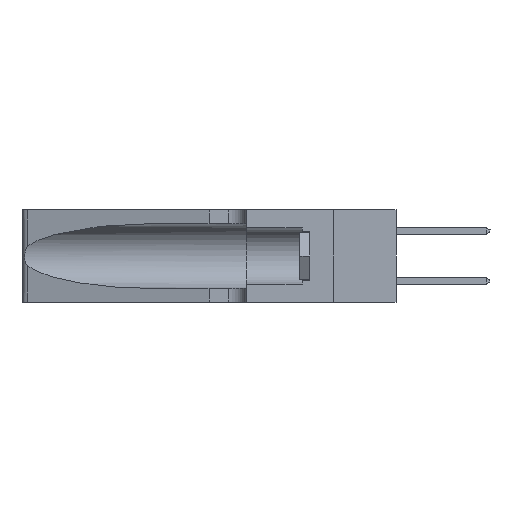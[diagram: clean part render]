
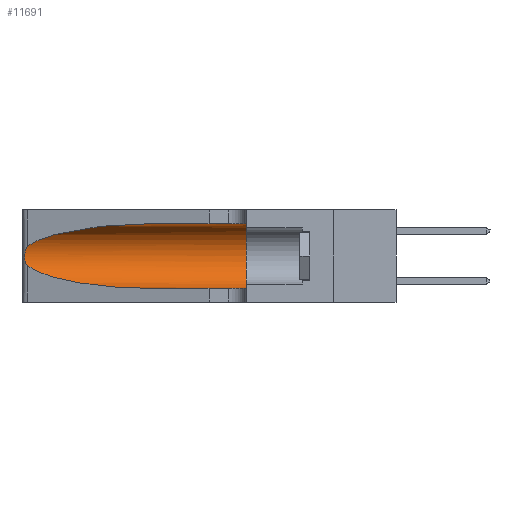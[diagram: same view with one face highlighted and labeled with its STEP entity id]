
A CAD part, left-side view. The second image highlights one B-rep face of the part: STEP entity #11691.
In plain terms, the highlighted cylindrical face has radius 3.308 mm (diameter 6.617 mm), a partial arc.
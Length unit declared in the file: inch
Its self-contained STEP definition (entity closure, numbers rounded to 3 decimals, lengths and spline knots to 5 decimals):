
#708 = AXIS2_PLACEMENT_3D ( 'NONE', #24285, #12203, #22267 ) ;
#1871 = AXIS2_PLACEMENT_3D ( 'NONE', #11602, #25703, #13670 ) ;
#2746 = EDGE_CURVE ( 'NONE', #4053, #8069, #11655, .T. ) ;
#3227 = CARTESIAN_POINT ( 'NONE',  ( 0.1305, 0.35, 0.31525 ) ) ;
#3322 = CARTESIAN_POINT ( 'NONE',  ( 0.25487, 1.22718, 0.14631 ) ) ;
#4053 = VERTEX_POINT ( 'NONE', #18834 ) ;
#4131 = VECTOR ( 'NONE', #19756, 39.37008 ) ;
#4304 = CARTESIAN_POINT ( 'NONE',  ( 0.25487, 1.22718, 0.22369 ) ) ;
#5010 = EDGE_CURVE ( 'NONE', #7112, #16896, #15879, .T. ) ;
#5281 = ORIENTED_EDGE ( 'NONE', *, *, #15660, .F. ) ;
#5459 = CARTESIAN_POINT ( 'NONE',  ( 0.2373, 1.15595, 0.08982 ) ) ;
#6679 = CARTESIAN_POINT ( 'NONE',  ( 0.1305, 0.72297, 0.31525 ) ) ;
#7112 = VERTEX_POINT ( 'NONE', #8265 ) ;
#7611 = CARTESIAN_POINT ( 'NONE',  ( 0.1305, 0.72297, 0.05475 ) ) ;
#8069 = VERTEX_POINT ( 'NONE', #23788 ) ;
#8265 = CARTESIAN_POINT ( 'NONE',  ( 0.1305, 0.72297, 0.31525 ) ) ;
#9432 = CYLINDRICAL_SURFACE ( 'NONE', #708, 0.13025 ) ;
#9526 = DIRECTION ( 'NONE',  ( 0., -1., 0. ) ) ;
#11288 = VECTOR ( 'NONE', #9526, 39.37008 ) ;
#11602 = CARTESIAN_POINT ( 'NONE',  ( 0.1305, 0.35, 0.185 ) ) ;
#11646 = CARTESIAN_POINT ( 'NONE',  ( 0.1305, 0.35, 0.05475 ) ) ;
#11655 = B_SPLINE_CURVE_WITH_KNOTS ( 'NONE', 3,
 ( #19795, #19856, #19800, #17438, #22333, #17403, #17356, #21450, #17494, #17441, #16073, #20124, #20065, #17499 ),
 .UNSPECIFIED., .F., .F.,
 ( 4, 2, 2, 2, 2, 2, 4 ),
 ( 0., 0.00027, 0.00053, 0.00107, 0.0016, 0.00187, 0.00214 ),
 .UNSPECIFIED. ) ;
#11691 = ADVANCED_FACE ( 'NONE', ( #25601 ), #9432, .F. ) ;
#11933 = LINE ( 'NONE', #19772, #11288 ) ;
#12146 = VERTEX_POINT ( 'NONE', #11646 ) ;
#12203 = DIRECTION ( 'NONE',  ( 0., -1., 0. ) ) ;
#12665 = CARTESIAN_POINT ( 'NONE',  ( 0.18966, 0.96281, 0.31525 ) ) ;
#13670 = DIRECTION ( 'NONE',  ( 0., 0., 1. ) ) ;
#14565 = EDGE_CURVE ( 'NONE', #14873, #12146, #11933, .T. ) ;
#14873 = VERTEX_POINT ( 'NONE', #18619 ) ;
#15660 = EDGE_CURVE ( 'NONE', #16896, #12146, #17239, .T. ) ;
#15879 = LINE ( 'NONE', #23892, #4131 ) ;
#16073 = CARTESIAN_POINT ( 'NONE',  ( 0.25789, 1.23486, 0.15765 ) ) ;
#16741 = CARTESIAN_POINT ( 'NONE',  ( 0.2373, 1.15595, 0.28018 ) ) ;
#16896 = VERTEX_POINT ( 'NONE', #3227 ) ;
#17201 =( BOUNDED_CURVE ( )  B_SPLINE_CURVE ( 3, ( #6679, #12665, #16741, #4304 ),
 .UNSPECIFIED., .F., .T. ) 
 B_SPLINE_CURVE_WITH_KNOTS ( ( 4, 4 ),
 ( 1.5708, 2.84003 ),
 .UNSPECIFIED. ) 
 CURVE ( )  GEOMETRIC_REPRESENTATION_ITEM ( )  RATIONAL_B_SPLINE_CURVE ( ( 1., 0.87, 0.87, 1. ) ) 
 REPRESENTATION_ITEM ( '' )  );
#17239 = CIRCLE ( 'NONE', #1871, 0.13025 ) ;
#17356 = CARTESIAN_POINT ( 'NONE',  ( 0.26075, 1.23896, 0.19203 ) ) ;
#17403 = CARTESIAN_POINT ( 'NONE',  ( 0.26018, 1.23835, 0.19895 ) ) ;
#17438 = CARTESIAN_POINT ( 'NONE',  ( 0.25787, 1.23484, 0.2124 ) ) ;
#17441 = CARTESIAN_POINT ( 'NONE',  ( 0.25856, 1.23593, 0.16098 ) ) ;
#17489 = ORIENTED_EDGE ( 'NONE', *, *, #20953, .T. ) ;
#17494 = CARTESIAN_POINT ( 'NONE',  ( 0.26017, 1.23833, 0.17102 ) ) ;
#17499 = CARTESIAN_POINT ( 'NONE',  ( 0.25487, 1.22718, 0.14631 ) ) ;
#17579 = ORIENTED_EDGE ( 'NONE', *, *, #5010, .F. ) ;
#18367 = ORIENTED_EDGE ( 'NONE', *, *, #2746, .T. ) ;
#18619 = CARTESIAN_POINT ( 'NONE',  ( 0.1305, 0.72297, 0.05475 ) ) ;
#18834 = CARTESIAN_POINT ( 'NONE',  ( 0.25487, 1.22718, 0.22369 ) ) ;
#19756 = DIRECTION ( 'NONE',  ( 0., -1., 0. ) ) ;
#19772 = CARTESIAN_POINT ( 'NONE',  ( 0.1305, 1.61858, 0.05475 ) ) ;
#19795 = CARTESIAN_POINT ( 'NONE',  ( 0.25487, 1.22718, 0.22369 ) ) ;
#19800 = CARTESIAN_POINT ( 'NONE',  ( 0.25639, 1.23184, 0.21858 ) ) ;
#19856 = CARTESIAN_POINT ( 'NONE',  ( 0.25555, 1.22994, 0.2215 ) ) ;
#19863 = CARTESIAN_POINT ( 'NONE',  ( 0.18966, 0.96281, 0.05475 ) ) ;
#20065 = CARTESIAN_POINT ( 'NONE',  ( 0.25555, 1.22993, 0.14849 ) ) ;
#20124 = CARTESIAN_POINT ( 'NONE',  ( 0.25639, 1.23186, 0.15144 ) ) ;
#20953 = EDGE_CURVE ( 'NONE', #8069, #14873, #26524, .T. ) ;
#21450 = CARTESIAN_POINT ( 'NONE',  ( 0.26075, 1.23896, 0.178 ) ) ;
#22067 = EDGE_CURVE ( 'NONE', #7112, #4053, #17201, .T. ) ;
#22267 = DIRECTION ( 'NONE',  ( 0., 0., -1. ) ) ;
#22333 = CARTESIAN_POINT ( 'NONE',  ( 0.25854, 1.2359, 0.20912 ) ) ;
#23119 = ORIENTED_EDGE ( 'NONE', *, *, #22067, .T. ) ;
#23788 = CARTESIAN_POINT ( 'NONE',  ( 0.25487, 1.22718, 0.14631 ) ) ;
#23892 = CARTESIAN_POINT ( 'NONE',  ( 0.1305, 1.61858, 0.31525 ) ) ;
#24285 = CARTESIAN_POINT ( 'NONE',  ( 0.1305, 1.61858, 0.185 ) ) ;
#24588 = EDGE_LOOP ( 'NONE', ( #23119, #18367, #17489, #26576, #5281, #17579 ) ) ;
#25601 = FACE_OUTER_BOUND ( 'NONE', #24588, .T. ) ;
#25703 = DIRECTION ( 'NONE',  ( 0., 1., 0. ) ) ;
#26524 =( BOUNDED_CURVE ( )  B_SPLINE_CURVE ( 3, ( #3322, #5459, #19863, #7611 ),
 .UNSPECIFIED., .F., .F. ) 
 B_SPLINE_CURVE_WITH_KNOTS ( ( 4, 4 ),
 ( 3.44316, 4.71239 ),
 .UNSPECIFIED. ) 
 CURVE ( )  GEOMETRIC_REPRESENTATION_ITEM ( )  RATIONAL_B_SPLINE_CURVE ( ( 1., 0.87, 0.87, 1. ) ) 
 REPRESENTATION_ITEM ( '' )  );
#26576 = ORIENTED_EDGE ( 'NONE', *, *, #14565, .T. ) ;
